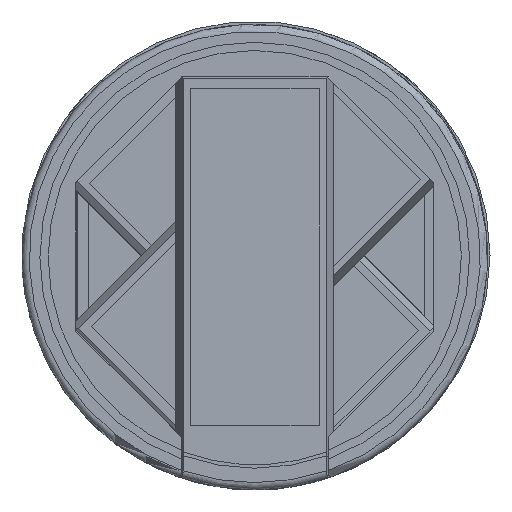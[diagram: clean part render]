
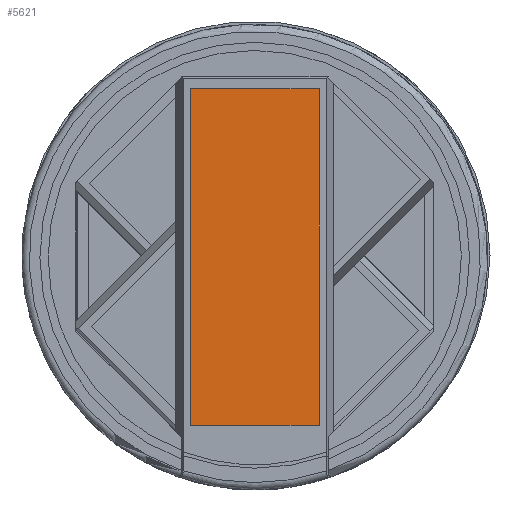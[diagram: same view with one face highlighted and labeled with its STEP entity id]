
A CAD part, top view. The second image highlights one B-rep face of the part: STEP entity #5621.
In plain terms, the highlighted planar face has unit normal (0, 0, 1).
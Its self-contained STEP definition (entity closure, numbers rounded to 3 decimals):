
#599=FACE_OUTER_BOUND('',#901,.T.);
#901=EDGE_LOOP('',(#3721,#3722,#3723,#3724));
#1218=LINE('',#8500,#1738);
#1221=LINE('',#8506,#1741);
#1224=LINE('',#8512,#1744);
#1227=LINE('',#8516,#1747);
#1738=VECTOR('',#6653,10.);
#1741=VECTOR('',#6658,10.);
#1744=VECTOR('',#6663,10.);
#1747=VECTOR('',#6668,10.);
#2258=VERTEX_POINT('',#8497);
#2259=VERTEX_POINT('',#8499);
#2261=VERTEX_POINT('',#8505);
#2263=VERTEX_POINT('',#8511);
#2836=EDGE_CURVE('',#2259,#2258,#1218,.T.);
#2839=EDGE_CURVE('',#2261,#2259,#1221,.T.);
#2842=EDGE_CURVE('',#2263,#2261,#1224,.T.);
#2845=EDGE_CURVE('',#2258,#2263,#1227,.T.);
#3721=ORIENTED_EDGE('',*,*,#2845,.T.);
#3722=ORIENTED_EDGE('',*,*,#2842,.T.);
#3723=ORIENTED_EDGE('',*,*,#2839,.T.);
#3724=ORIENTED_EDGE('',*,*,#2836,.T.);
#5451=PLANE('',#5988);
#5621=ADVANCED_FACE('',(#599),#5451,.T.);
#5988=AXIS2_PLACEMENT_3D('',#8517,#6669,#6670);
#6653=DIRECTION('',(1.,0.,0.));
#6658=DIRECTION('',(0.,-1.,0.));
#6663=DIRECTION('',(-1.,0.,0.));
#6668=DIRECTION('',(0.,1.,0.));
#6669=DIRECTION('center_axis',(0.,0.,1.));
#6670=DIRECTION('ref_axis',(1.,0.,0.));
#8497=CARTESIAN_POINT('',(10.,-25.,0.25));
#8499=CARTESIAN_POINT('',(-10.,-25.,0.25));
#8500=CARTESIAN_POINT('',(-10.,-25.,0.25));
#8505=CARTESIAN_POINT('',(-10.,25.,0.25));
#8506=CARTESIAN_POINT('',(-10.,25.,0.25));
#8511=CARTESIAN_POINT('',(10.,25.,0.25));
#8512=CARTESIAN_POINT('',(10.,25.,0.25));
#8516=CARTESIAN_POINT('',(10.,-25.,0.25));
#8517=CARTESIAN_POINT('Origin',(0.,0.,0.25));
